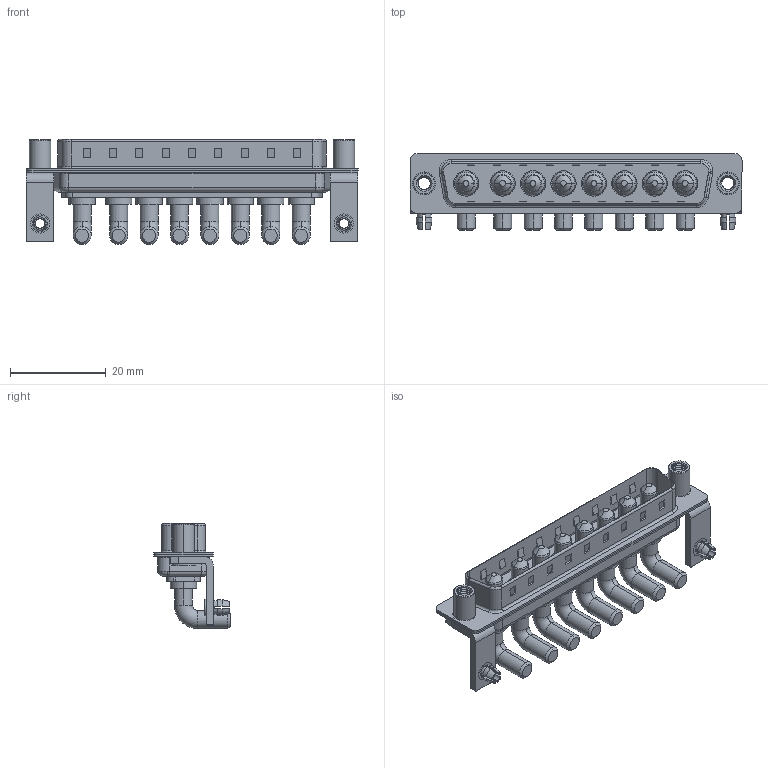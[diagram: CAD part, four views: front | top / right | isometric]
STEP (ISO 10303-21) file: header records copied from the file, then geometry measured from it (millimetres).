
FILE_DESCRIPTION (( 'STEP AP203' ), '1' );
FILE_NAME ('629-8W8-640-4TD.STEP', '2022-05-14T09:39:26', ( '' ), ( '' ), 'SwSTEP 2.0', 'SolidWorks 2020', '' );
FILE_SCHEMA (( 'CONFIG_CONTROL_DESIGN' ));
Length unit declared in the file: millimetre
Products named in the file (8): 629-8W8-640-4TD; 629Combo Shell Rear_37 Contacts; 629Combo Threaded Standoff_D; 629Combo Board Lock; 629Combo Shell Front_37 Contacts; 629Combo Housing_8W8; 629Combo Stabilizer Bracket; Power Pin_40A RA
Assembly tree (17 placements, depth 2):
  629-8W8-640-4TD
    629Combo Housing_8W8
    629Combo Shell Rear_37 Contacts
    629Combo Shell Front_37 Contacts
    629Combo Stabilizer Bracket  x2
    629Combo Board Lock  x2
    629Combo Threaded Standoff_D  x2
    Power Pin_40A RA  x8
Bounding box: 69.4 x 16.05 x 21.98 mm (x, y, z)
Volume: 5878.1 mm3; surface area: 11485.3 mm2
Topology: 25 solids, 25 shells, 946 faces, 2307 edges, 1452 vertices
Faces by surface type: cylinder 413, plane 353, cone 84, torus 82, bspline 14
Entity records: 20138 total; most frequent: CARTESIAN_POINT 5357, DIRECTION 2931, ORIENTED_EDGE 2814, EDGE_CURVE 1407, AXIS2_PLACEMENT_3D 1058, VERTEX_POINT 895, LINE 815, VECTOR 815
